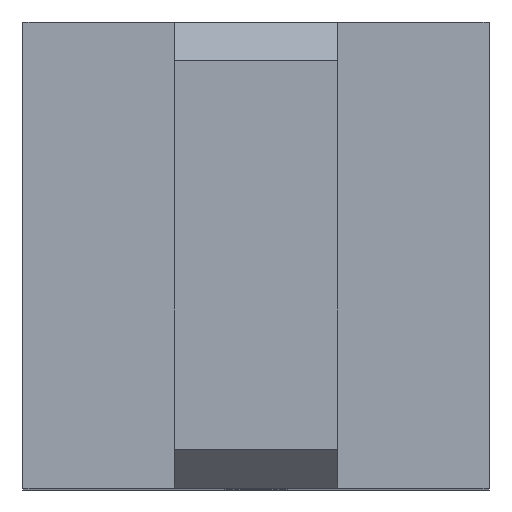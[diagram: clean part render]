
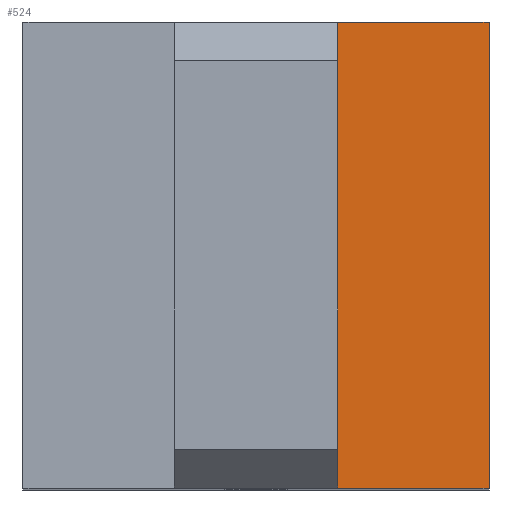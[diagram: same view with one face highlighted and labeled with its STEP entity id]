
A CAD part, top view. The second image highlights one B-rep face of the part: STEP entity #524.
In plain terms, the highlighted planar face has unit normal (0, 0, 1).
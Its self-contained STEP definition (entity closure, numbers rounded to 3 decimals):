
#48=PLANE('',#591);
#83=FACE_OUTER_BOUND('',#124,.T.);
#124=EDGE_LOOP('',(#486,#487,#488,#489));
#143=LINE('',#968,#189);
#156=LINE('',#1003,#202);
#162=LINE('',#1014,#208);
#166=LINE('',#1026,#212);
#189=VECTOR('',#650,10.);
#202=VECTOR('',#687,10.);
#208=VECTOR('',#695,10.);
#212=VECTOR('',#707,10.);
#262=VERTEX_POINT('',#965);
#263=VERTEX_POINT('',#967);
#273=VERTEX_POINT('',#1001);
#277=VERTEX_POINT('',#1012);
#318=EDGE_CURVE('',#262,#263,#143,.T.);
#335=EDGE_CURVE('',#273,#262,#156,.T.);
#341=EDGE_CURVE('',#277,#273,#162,.T.);
#347=EDGE_CURVE('',#263,#277,#166,.T.);
#486=ORIENTED_EDGE('',*,*,#335,.F.);
#487=ORIENTED_EDGE('',*,*,#341,.F.);
#488=ORIENTED_EDGE('',*,*,#347,.F.);
#489=ORIENTED_EDGE('',*,*,#318,.F.);
#524=ADVANCED_FACE('',(#83),#48,.F.);
#591=AXIS2_PLACEMENT_3D('',#1041,#724,#725);
#650=DIRECTION('',(0.,-1.,0.));
#687=DIRECTION('',(1.,0.,0.));
#695=DIRECTION('',(0.,1.,0.));
#707=DIRECTION('',(-1.,0.,0.));
#724=DIRECTION('center_axis',(0.,0.,-1.));
#725=DIRECTION('ref_axis',(-1.,0.,0.));
#965=CARTESIAN_POINT('',(30.,30.,47.5));
#967=CARTESIAN_POINT('',(30.,-30.,47.5));
#968=CARTESIAN_POINT('',(30.,-30.,47.5));
#1001=CARTESIAN_POINT('',(10.5,30.,47.5));
#1003=CARTESIAN_POINT('',(30.,30.,47.5));
#1012=CARTESIAN_POINT('',(10.5,-30.,47.5));
#1014=CARTESIAN_POINT('',(10.5,-30.,47.5));
#1026=CARTESIAN_POINT('',(0.,-30.,47.5));
#1041=CARTESIAN_POINT('Origin',(30.,-30.,47.5));
